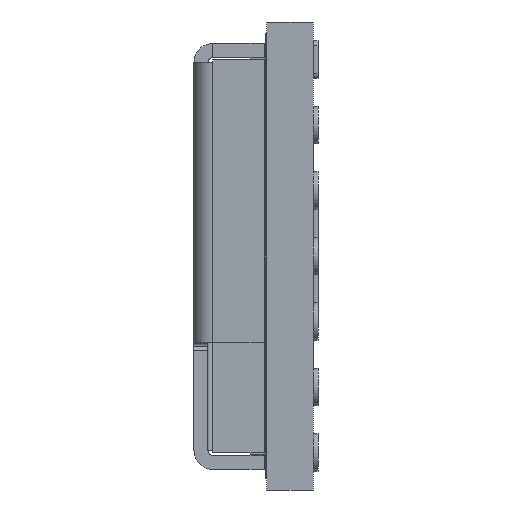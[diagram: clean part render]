
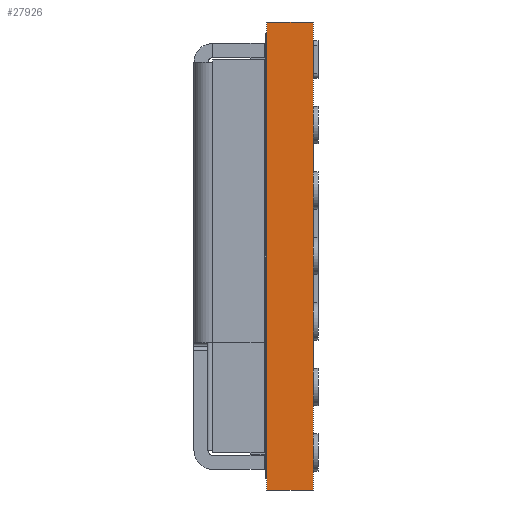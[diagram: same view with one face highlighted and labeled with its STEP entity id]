
A CAD part, left-side view. The second image highlights one B-rep face of the part: STEP entity #27926.
In plain terms, the highlighted planar face has unit normal (-1, 0, 0).
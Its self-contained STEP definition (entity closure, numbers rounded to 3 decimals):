
#575 = CARTESIAN_POINT ( 'NONE',  ( 0., 1., 0. ) ) ;
#1462 = DIRECTION ( 'NONE',  ( 0., 0., -1. ) ) ;
#4231 = CARTESIAN_POINT ( 'NONE',  ( 0., 1., -10. ) ) ;
#4473 = ORIENTED_EDGE ( 'NONE', *, *, #12624, .F. ) ;
#6672 = DIRECTION ( 'NONE',  ( 1., 0., 0. ) ) ;
#7888 = CARTESIAN_POINT ( 'NONE',  ( 0., 1., -10. ) ) ;
#8183 = PLANE ( 'NONE',  #14176 ) ;
#9135 = DIRECTION ( 'NONE',  ( 0., 1., 0. ) ) ;
#9414 = LINE ( 'NONE', #4231, #20398 ) ;
#10762 = LINE ( 'NONE', #33794, #26625 ) ;
#11200 = CARTESIAN_POINT ( 'NONE',  ( 0., 1., 0. ) ) ;
#11957 = VERTEX_POINT ( 'NONE', #14884 ) ;
#12590 = VERTEX_POINT ( 'NONE', #35106 ) ;
#12624 = EDGE_CURVE ( 'NONE', #27478, #11957, #10762, .T. ) ;
#14161 = VERTEX_POINT ( 'NONE', #21953 ) ;
#14176 = AXIS2_PLACEMENT_3D ( 'NONE', #575, #6672, #23226 ) ;
#14884 = CARTESIAN_POINT ( 'NONE',  ( 0., 1., 0. ) ) ;
#15693 = EDGE_CURVE ( 'NONE', #27478, #12590, #9414, .T. ) ;
#16007 = ORIENTED_EDGE ( 'NONE', *, *, #15693, .T. ) ;
#16911 = DIRECTION ( 'NONE',  ( 0., 0., 1. ) ) ;
#17795 = EDGE_CURVE ( 'NONE', #14161, #12590, #32061, .T. ) ;
#17993 = CARTESIAN_POINT ( 'NONE',  ( 0., 0., -5. ) ) ;
#19646 = EDGE_CURVE ( 'NONE', #14161, #11957, #31060, .T. ) ;
#19953 = VECTOR ( 'NONE', #1462, 1000. ) ;
#20398 = VECTOR ( 'NONE', #21321, 1000. ) ;
#21321 = DIRECTION ( 'NONE',  ( 0., -1., 0. ) ) ;
#21838 = ORIENTED_EDGE ( 'NONE', *, *, #17795, .F. ) ;
#21953 = CARTESIAN_POINT ( 'NONE',  ( 0., 0., 0. ) ) ;
#22955 = ORIENTED_EDGE ( 'NONE', *, *, #19646, .T. ) ;
#23226 = DIRECTION ( 'NONE',  ( 0., 0., -1. ) ) ;
#24162 = VECTOR ( 'NONE', #9135, 1000. ) ;
#26147 = EDGE_LOOP ( 'NONE', ( #22955, #4473, #16007, #21838 ) ) ;
#26625 = VECTOR ( 'NONE', #16911, 1000. ) ;
#27478 = VERTEX_POINT ( 'NONE', #7888 ) ;
#27926 = ADVANCED_FACE ( 'NONE', ( #33623 ), #8183, .F. ) ;
#31060 = LINE ( 'NONE', #11200, #24162 ) ;
#32061 = LINE ( 'NONE', #17993, #19953 ) ;
#33623 = FACE_OUTER_BOUND ( 'NONE', #26147, .T. ) ;
#33794 = CARTESIAN_POINT ( 'NONE',  ( 0., 1., 0. ) ) ;
#35106 = CARTESIAN_POINT ( 'NONE',  ( 0., 0., -10. ) ) ;
